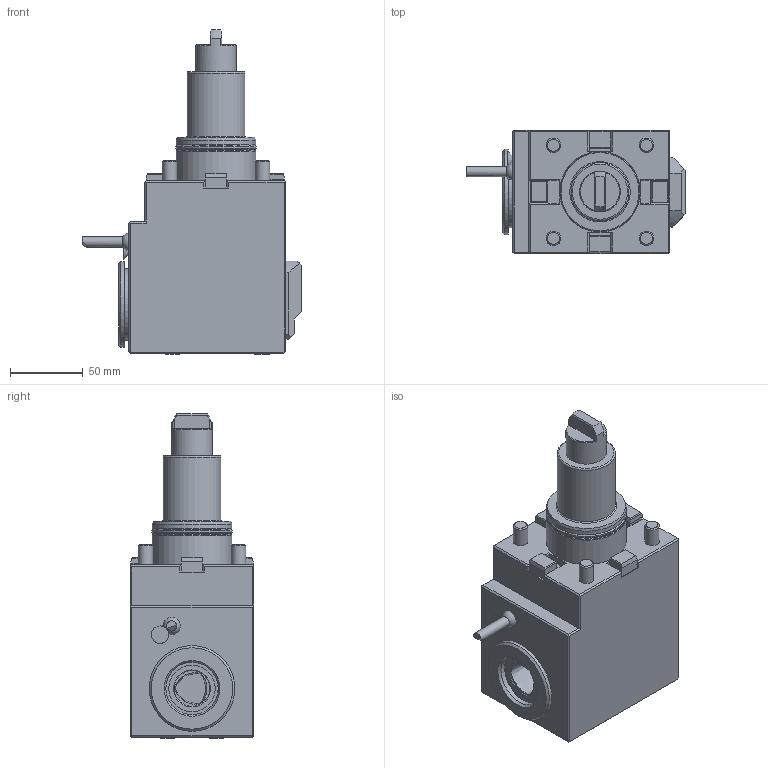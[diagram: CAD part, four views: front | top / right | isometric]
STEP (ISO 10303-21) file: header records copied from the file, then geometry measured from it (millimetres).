
FILE_DESCRIPTION(/* description */ (''),/* implementation_level */ '2;1');
FILE_NAME(/* name */ '1616495145923.stp',/* time_stamp */ '2021-03-23T11:25:51+01:00',/* author */ (''),/* organization */ ('SMS'),/* preprocessor_version */ 'ST-DEVELOPER v16.7',/* originating_system */ 'SIEMENS PLM Software NX 12.0',/* authorisation */ '');
FILE_SCHEMA (('AUTOMOTIVE_DESIGN { 1 0 10303 214 3 1 1 1 }'));
Length unit declared in the file: millimetre
Products named in the file (1): 203443916mod000_00
Bounding box: 151 x 85 x 223.3 mm (x, y, z)
Volume: 1233202.5 mm3; surface area: 92501 mm2
Topology: 1 solids, 1 shells, 247 faces, 648 edges, 422 vertices
Faces by surface type: plane 178, cylinder 37, cone 26, torus 4, bspline 1, sphere 1
Full cylindrical faces by diameter (mm): 2 x1, 6 x1, 7 x1, 10 x8, 16 x4, 18 x4, 27.95 x1, 32 x1, 36 x1, 40 x1, 49 x1, 50 x2, 54.9 x2, 55.3 x1, 59 x1
Entity records: 7338 total; most frequent: CARTESIAN_POINT 1533, DIRECTION 1141, ORIENTED_EDGE 1130, EDGE_CURVE 565, LINE 419, VECTOR 419, VERTEX_POINT 394, AXIS2_PLACEMENT_3D 361
